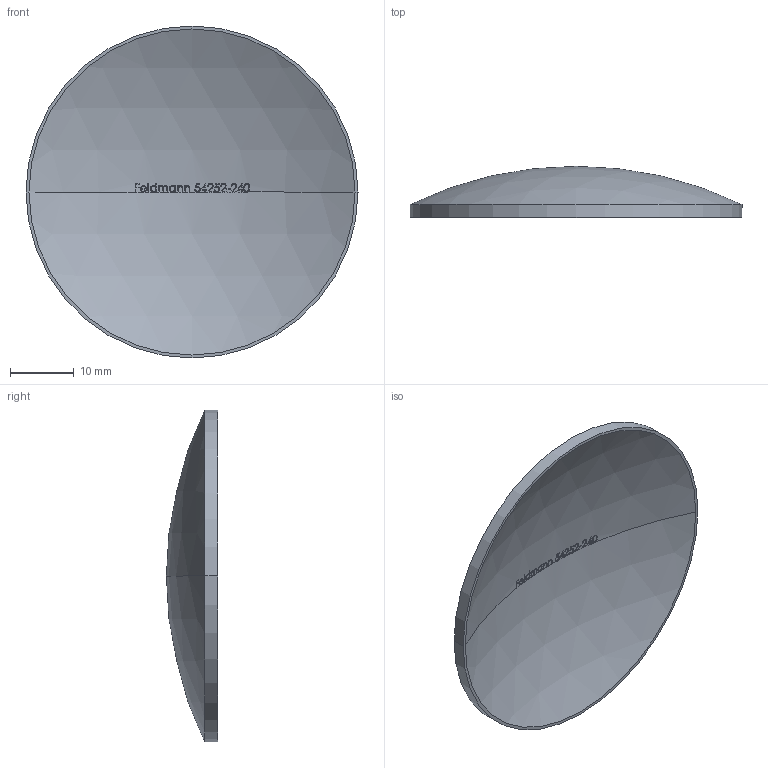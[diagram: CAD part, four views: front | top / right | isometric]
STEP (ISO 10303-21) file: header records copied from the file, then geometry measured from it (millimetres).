
FILE_DESCRIPTION (( 'STEP AP203' ), '1' );
FILE_NAME ('54252-240.step', '2018-12-11T12:11:19', ( '' ), ( '' ), 'SwSTEP 2.0', 'SolidWorks 2015', '' );
FILE_SCHEMA (( 'CONFIG_CONTROL_DESIGN' ));
Length unit declared in the file: millimetre
Products named in the file (1): 54252-240
Bounding box: 52 x 8 x 52 mm (x, y, z)
Volume: 4473 mm3; surface area: 4810.1 mm2
Topology: 1 solids, 1 shells, 247 faces, 679 edges, 442 vertices
Faces by surface type: plane 115, bspline 91, sphere 39, cylinder 2
Entity records: 12691 total; most frequent: CARTESIAN_POINT 6831, ORIENTED_EDGE 1358, DIRECTION 1009, EDGE_CURVE 679, VERTEX_POINT 442, AXIS2_PLACEMENT_3D 401, EDGE_LOOP 255, FACE_OUTER_BOUND 247
